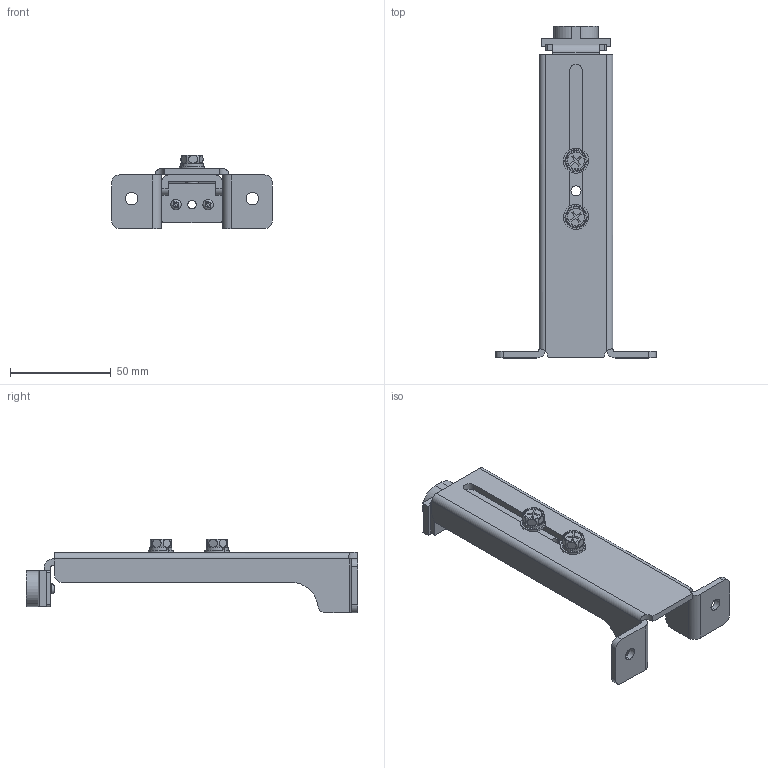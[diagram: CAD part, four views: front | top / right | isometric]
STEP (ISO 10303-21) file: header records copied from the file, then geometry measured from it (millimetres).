
FILE_DESCRIPTION (( 'STEP AP203' ), '1' );
FILE_NAME ('B-77-10_.STEP', '2008-09-18T13:28:09', ( ' ' ), ( ' ' ), 'SwSTEP 2.0', 'SolidWorks 2007', '' );
FILE_SCHEMA (( 'CONFIG_CONTROL_DESIGN' ));
Length unit declared in the file: millimetre
Products named in the file (9): B-77-10_; 廫帤寠晅偒榋妏儃儖僩M6_M6亊12; 十字穴付六角ねじM6（平W・SW付）_首下9mm; B-77-10_タッピングねじ_ﾃﾞﾌｫﾙﾄ; B-77-10_庴偗_棉太倌; B-77-0本体_社内用_ﾃﾞﾌｫﾙﾄ; B-77-10_僈僀僪_棉太倌; 暯儚僢僔儍乕M6摿庩_冇12.5亊冇6亊t1.0; 僗僾儕儞僌儚僢僔儍乕M6_冇11亊冇6亊t1.6
Assembly tree (10 placements, depth 3):
  B-77-10_
    十字穴付六角ねじM6（平W・SW付）_首下9mm  x2
      廫帤寠晅偒榋妏儃儖僩M6_M6亊12
      暯儚僢僔儍乕M6摿庩_冇12.5亊冇6亊t1.0
      僗僾儕儞僌儚僢僔儍乕M6_冇11亊冇6亊t1.6
    B-77-0本体_社内用_ﾃﾞﾌｫﾙﾄ
    B-77-10_タッピングねじ_ﾃﾞﾌｫﾙﾄ  x2
    B-77-10_僈僀僪_棉太倌
    B-77-10_庴偗_棉太倌
Bounding box: 80 x 165.1 x 36.6 mm (x, y, z)
Volume: 51149.6 mm3; surface area: 37103.5 mm2
Topology: 11 solids, 11 shells, 256 faces, 638 edges, 414 vertices
Faces by surface type: plane 144, cylinder 80, torus 18, sphere 8, cone 6
Entity records: 7129 total; most frequent: CARTESIAN_POINT 1426, DIRECTION 1026, ORIENTED_EDGE 956, EDGE_CURVE 478, AXIS2_PLACEMENT_3D 376, VERTEX_POINT 312, VECTOR 274, LINE 274
